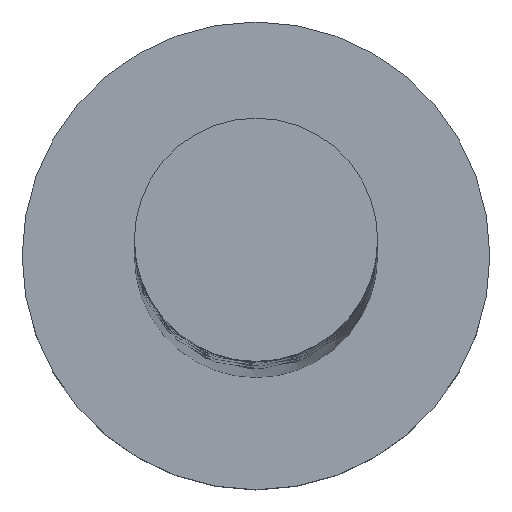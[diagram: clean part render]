
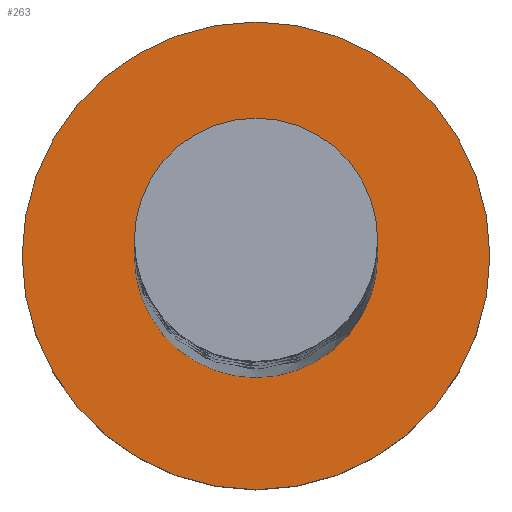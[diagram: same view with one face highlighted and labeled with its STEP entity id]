
A CAD part, top view. The second image highlights one B-rep face of the part: STEP entity #263.
In plain terms, the highlighted planar face has unit normal (0, 0, 1).
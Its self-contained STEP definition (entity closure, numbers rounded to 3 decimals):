
#35 = AXIS2_PLACEMENT_3D ( 'NONE', #1415, #1252, #311 ) ;
#111 = DIRECTION ( 'NONE',  ( 1., 0., 0. ) ) ;
#127 = CIRCLE ( 'NONE', #1323, 5. ) ;
#142 = DIRECTION ( 'NONE',  ( 0., 0., 1. ) ) ;
#149 = DIRECTION ( 'NONE',  ( 1., 0., 0. ) ) ;
#157 = PLANE ( 'NONE',  #1537 ) ;
#184 = DIRECTION ( 'NONE',  ( 0., 0., 1. ) ) ;
#263 = ADVANCED_FACE ( 'NONE', ( #1355, #1644 ), #157, .T. ) ;
#311 = DIRECTION ( 'NONE',  ( 1., 0., 0. ) ) ;
#321 = EDGE_LOOP ( 'NONE', ( #779, #1726 ) ) ;
#361 = CARTESIAN_POINT ( 'NONE',  ( 0., 0., 3. ) ) ;
#396 = EDGE_CURVE ( 'NONE', #698, #432, #1459, .T. ) ;
#409 = CARTESIAN_POINT ( 'NONE',  ( 0., 0., 3. ) ) ;
#432 = VERTEX_POINT ( 'NONE', #461 ) ;
#451 = DIRECTION ( 'NONE',  ( 1., 0., 0. ) ) ;
#461 = CARTESIAN_POINT ( 'NONE',  ( -2.6, 0., 3. ) ) ;
#470 = EDGE_CURVE ( 'NONE', #432, #698, #857, .T. ) ;
#574 = VERTEX_POINT ( 'NONE', #874 ) ;
#594 = CARTESIAN_POINT ( 'NONE',  ( 0., 0., 3. ) ) ;
#680 = ORIENTED_EDGE ( 'NONE', *, *, #470, .F. ) ;
#698 = VERTEX_POINT ( 'NONE', #1318 ) ;
#779 = ORIENTED_EDGE ( 'NONE', *, *, #1088, .T. ) ;
#801 = CARTESIAN_POINT ( 'NONE',  ( -5., 0., 3. ) ) ;
#857 = CIRCLE ( 'NONE', #35, 2.6 ) ;
#858 = CARTESIAN_POINT ( 'NONE',  ( 0., 0., 3. ) ) ;
#874 = CARTESIAN_POINT ( 'NONE',  ( 5., 0., 3. ) ) ;
#927 = EDGE_CURVE ( 'NONE', #574, #1120, #1290, .T. ) ;
#1088 = EDGE_CURVE ( 'NONE', #1120, #574, #127, .T. ) ;
#1120 = VERTEX_POINT ( 'NONE', #801 ) ;
#1252 = DIRECTION ( 'NONE',  ( 0., 0., 1. ) ) ;
#1281 = DIRECTION ( 'NONE',  ( 0., 0., 1. ) ) ;
#1290 = CIRCLE ( 'NONE', #1429, 5. ) ;
#1318 = CARTESIAN_POINT ( 'NONE',  ( 2.6, 0., 3. ) ) ;
#1323 = AXIS2_PLACEMENT_3D ( 'NONE', #858, #184, #1673 ) ;
#1355 = FACE_BOUND ( 'NONE', #1719, .T. ) ;
#1358 = ORIENTED_EDGE ( 'NONE', *, *, #396, .F. ) ;
#1415 = CARTESIAN_POINT ( 'NONE',  ( 0., 0., 3. ) ) ;
#1429 = AXIS2_PLACEMENT_3D ( 'NONE', #361, #1559, #111 ) ;
#1459 = CIRCLE ( 'NONE', #1682, 2.6 ) ;
#1537 = AXIS2_PLACEMENT_3D ( 'NONE', #409, #142, #149 ) ;
#1559 = DIRECTION ( 'NONE',  ( 0., 0., 1. ) ) ;
#1644 = FACE_OUTER_BOUND ( 'NONE', #321, .T. ) ;
#1673 = DIRECTION ( 'NONE',  ( 1., 0., 0. ) ) ;
#1682 = AXIS2_PLACEMENT_3D ( 'NONE', #594, #1281, #451 ) ;
#1719 = EDGE_LOOP ( 'NONE', ( #680, #1358 ) ) ;
#1726 = ORIENTED_EDGE ( 'NONE', *, *, #927, .T. ) ;
